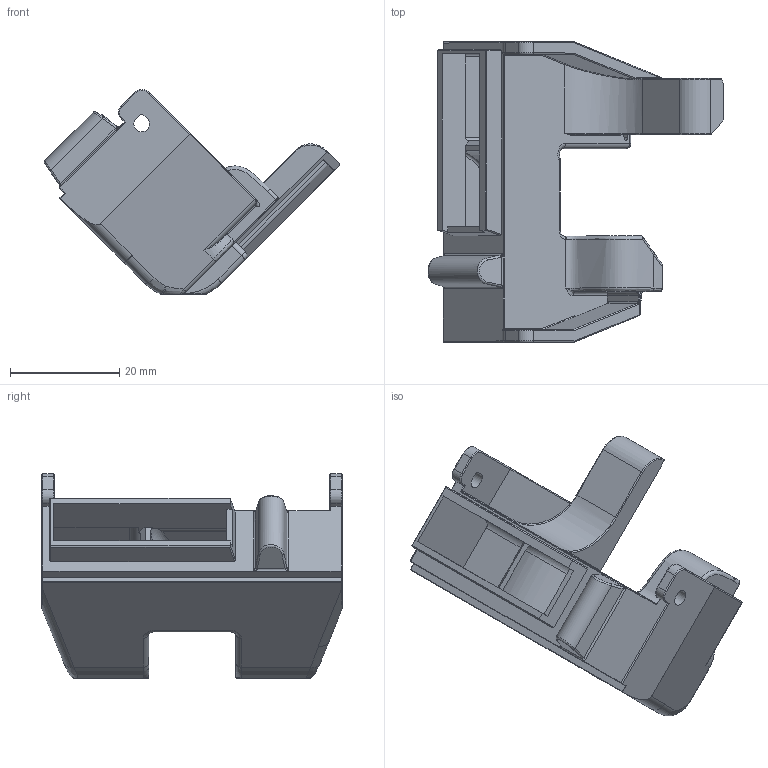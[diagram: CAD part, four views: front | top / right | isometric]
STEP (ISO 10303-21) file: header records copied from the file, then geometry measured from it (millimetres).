
FILE_DESCRIPTION(/* description */ ('','CAx-IF Rec.Pracs.---Representation and Presentation of Product Manufacturing Information (PMI)---4.0---2014-10-13'),/* implementation_level */ '2;1');
FILE_NAME(/* name */ 'shroud remix v4.step',/* time_stamp */ '2025-02-12T08:55:48-06:00',/* author */ (''),/* organization */ (''),/* preprocessor_version */ 'ST-DEVELOPER v20',/* originating_system */ 'Autodesk Translation Framework v13.20.0.188',/* authorisation */ '');
FILE_SCHEMA (('AP242_MANAGED_MODEL_BASED_3D_ENGINEERING_MIM_LF { 1 0 10303 442 1 1 4 }'));
Length unit declared in the file: inch
Products named in the file (4): shroud remix; Tall Fan Duct; Component3; Component5
Assembly tree (3 placements, depth 2):
  shroud remix
    Tall Fan Duct
    Component3
    Component5
Bounding box: 54.17 x 55 x 37.51 mm (x, y, z)
Volume: 12379.7 mm3; surface area: 13251.7 mm2
Topology: 1 solids, 1 shells, 364 faces, 940 edges, 569 vertices
Faces by surface type: cylinder 124, plane 117, bspline 76, torus 40, sphere 5, cone 2
Entity records: 15477 total; most frequent: CARTESIAN_POINT 6821, ORIENTED_EDGE 1868, DIRECTION 1709, EDGE_CURVE 934, AXIS2_PLACEMENT_3D 631, VERTEX_POINT 569, LINE 447, VECTOR 447
